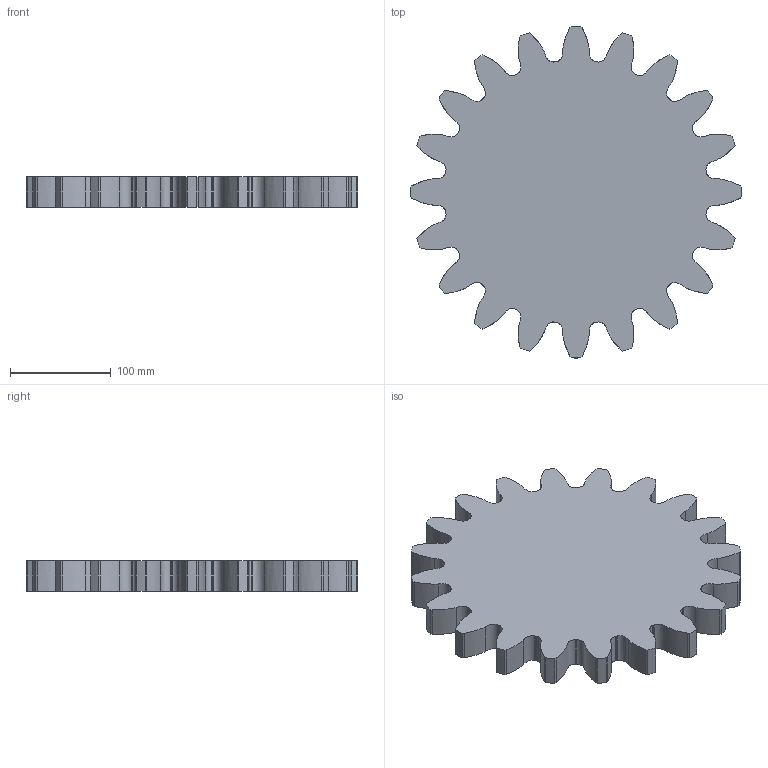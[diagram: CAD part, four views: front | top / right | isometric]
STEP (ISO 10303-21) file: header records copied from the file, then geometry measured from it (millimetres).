
FILE_DESCRIPTION( ( 'STEP AP203' ), '1' );
FILE_NAME( 'chanfro.stp', ' ', ( ' ' ), ( ' ' ), 'PSStep 18.0.17', ' ', ' ' );
FILE_SCHEMA( ( 'CONFIG_CONTROL_DESIGN' ) );
Length unit declared in the file: metre
Products named in the file (1): 1
Bounding box: 329.98 x 329.98 x 30 mm (x, y, z)
Volume: 2081707.1 mm3; surface area: 193782.9 mm2
Topology: 1 solids, 1 shells, 182 faces, 540 edges, 360 vertices
Faces by surface type: bspline 160, cylinder 20, plane 2
Entity records: 13408 total; most frequent: CARTESIAN_POINT 9563, ORIENTED_EDGE 1080, EDGE_CURVE 540, VERTEX_POINT 360, B_SPLINE_CURVE_WITH_KNOTS 320, DIRECTION 306, ADVANCED_FACE 182, FACE_OUTER_BOUND 182
